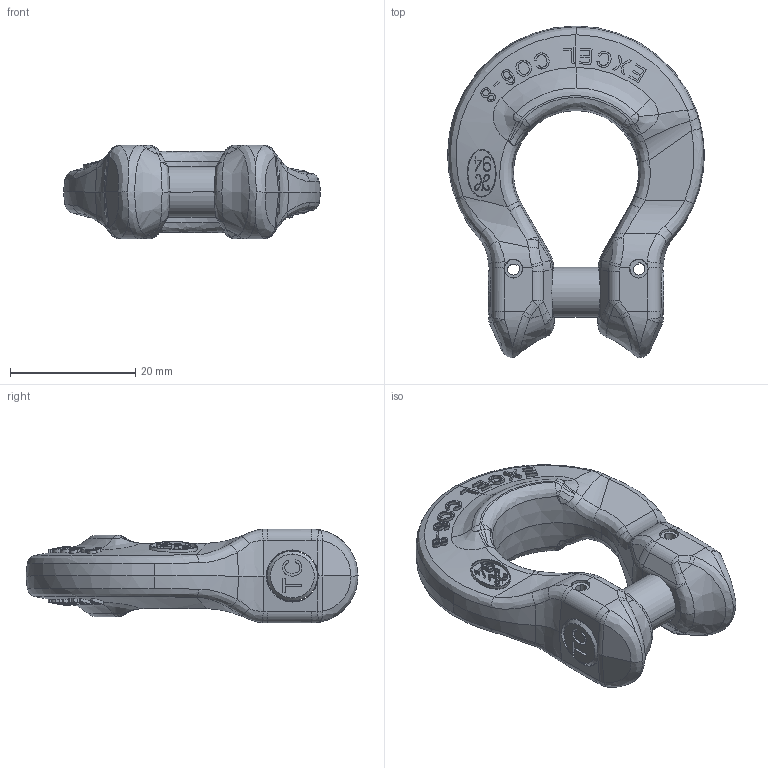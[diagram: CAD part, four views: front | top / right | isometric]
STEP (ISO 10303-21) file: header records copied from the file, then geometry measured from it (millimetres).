
FILE_DESCRIPTION(('STEP AP214'),'1');
FILE_NAME('co6j.stp','2018-02-28T09:14:28',('TraceParts'),('TraceParts S.A.'),'Spatial InterOp 3D',' ',' ');
FILE_SCHEMA(('automotive_design'));
Length unit declared in the file: millimetre
Products named in the file (4): co6j_1; co6j_2; co6j_3; co6j_4
Bounding box: 41 x 52.98 x 15 mm (x, y, z)
Volume: 11052.3 mm3; surface area: 6245.1 mm2
Topology: 4 solids, 4 shells, 717 faces, 1830 edges, 1144 vertices
Faces by surface type: bspline 371, plane 230, cylinder 80, cone 36
Entity records: 43587 total; most frequent: CARTESIAN_POINT 23771, ORIENTED_EDGE 3632, EDGE_CURVE 1816, DIRECTION 1701, VERTEX_POINT 1144, B_SPLINE_CURVE_WITH_KNOTS 991, EDGE_LOOP 770, STYLED_ITEM 721
